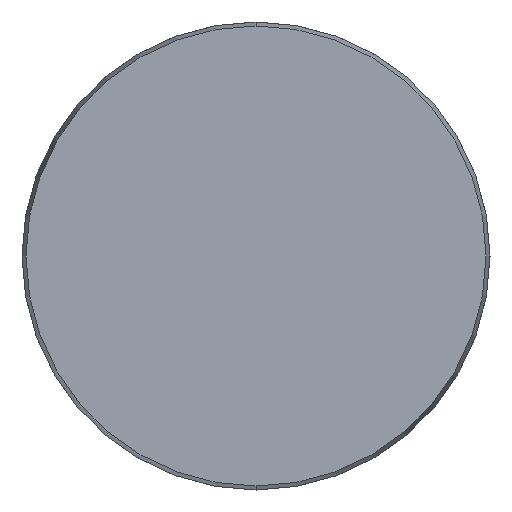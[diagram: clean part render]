
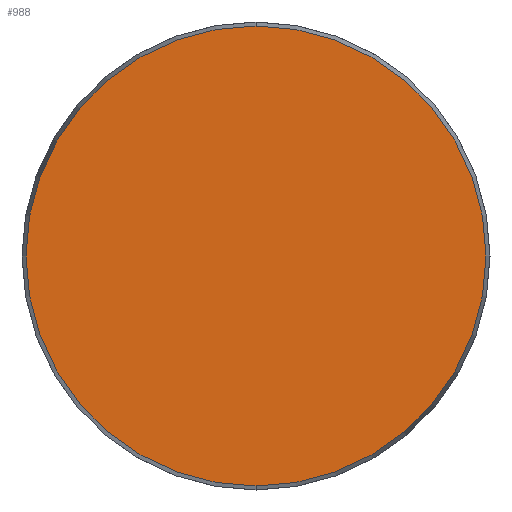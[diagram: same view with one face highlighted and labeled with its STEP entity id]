
A CAD part, front view. The second image highlights one B-rep face of the part: STEP entity #988.
In plain terms, the highlighted planar face has unit normal (0, -1, 0).
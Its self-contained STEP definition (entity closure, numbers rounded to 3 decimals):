
#1 = AXIS2_PLACEMENT_3D ( 'NONE', #441, #430, #591 ) ;
#25 = AXIS2_PLACEMENT_3D ( 'NONE', #844, #781, #928 ) ;
#45 = ORIENTED_EDGE ( 'NONE', *, *, #934, .T. ) ;
#83 = CARTESIAN_POINT ( 'NONE',  ( -49.143, 0., 0. ) ) ;
#112 = VERTEX_POINT ( 'NONE', #645 ) ;
#114 = CIRCLE ( 'NONE', #25, 49.143 ) ;
#248 = DIRECTION ( 'NONE',  ( 0., 0., 1. ) ) ;
#430 = DIRECTION ( 'NONE',  ( 0., -1., 0. ) ) ;
#441 = CARTESIAN_POINT ( 'NONE',  ( 0., 0., 0. ) ) ;
#484 = CIRCLE ( 'NONE', #1, 49.143 ) ;
#496 = PLANE ( 'NONE',  #558 ) ;
#558 = AXIS2_PLACEMENT_3D ( 'NONE', #83, #808, #248 ) ;
#591 = DIRECTION ( 'NONE',  ( 0., 0., -1. ) ) ;
#645 = CARTESIAN_POINT ( 'NONE',  ( 0., 0., -49.143 ) ) ;
#672 = EDGE_CURVE ( 'NONE', #692, #112, #484, .T. ) ;
#692 = VERTEX_POINT ( 'NONE', #905 ) ;
#781 = DIRECTION ( 'NONE',  ( 0., -1., 0. ) ) ;
#800 = FACE_OUTER_BOUND ( 'NONE', #864, .T. ) ;
#808 = DIRECTION ( 'NONE',  ( 0., 1., 0. ) ) ;
#826 = ORIENTED_EDGE ( 'NONE', *, *, #672, .T. ) ;
#844 = CARTESIAN_POINT ( 'NONE',  ( 0., 0., 0. ) ) ;
#864 = EDGE_LOOP ( 'NONE', ( #826, #45 ) ) ;
#905 = CARTESIAN_POINT ( 'NONE',  ( 0., 0., 49.143 ) ) ;
#928 = DIRECTION ( 'NONE',  ( 0., 0., -1. ) ) ;
#934 = EDGE_CURVE ( 'NONE', #112, #692, #114, .T. ) ;
#988 = ADVANCED_FACE ( 'NONE', ( #800 ), #496, .F. ) ;
